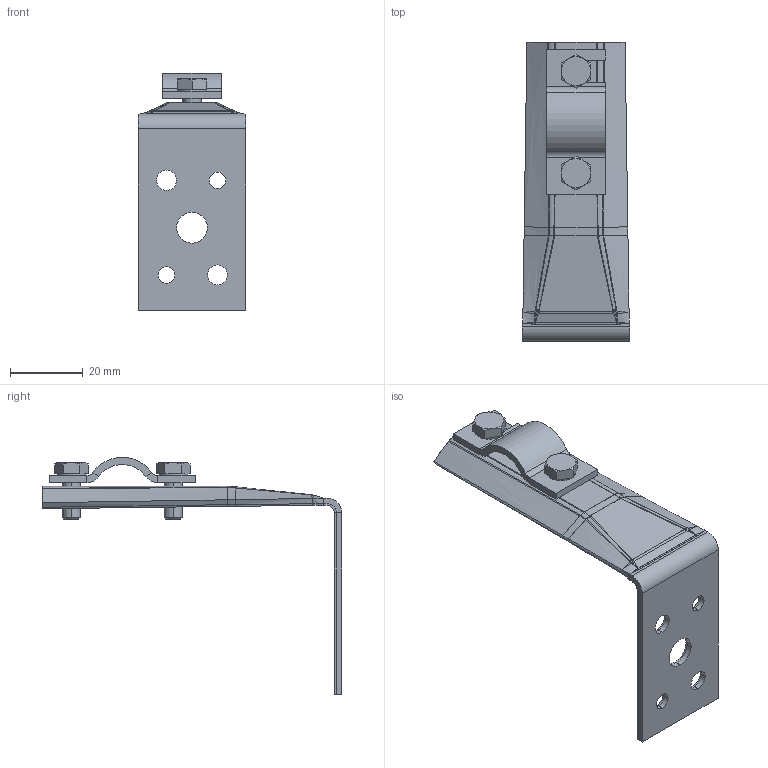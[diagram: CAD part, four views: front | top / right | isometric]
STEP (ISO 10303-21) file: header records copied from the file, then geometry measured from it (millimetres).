
FILE_DESCRIPTION (( 'STEP AP203' ), '1' );
FILE_NAME ('0502 Óãëîâîé äåðæàòåëü, âûñîòà Í-6 (ñì).STEP', '2024-03-05T07:19:24', ( '' ), ( '' ), 'SwSTEP 2.0', 'SolidWorks 2022', '' );
FILE_SCHEMA (( 'CONFIG_CONTROL_DESIGN' ));
Length unit declared in the file: millimetre
Products named in the file (5): 0711.001 Прижим; 0502.001 Держатель; hex screw gradeab_iso_ISO 4017 - M5 x 12-N; 0502.001-02 Держатель; 0502 Угловой держатель, высота Н-6 (см)
Assembly tree (5 placements, depth 2):
  0502 Угловой держатель, высота Н-6 (см)
    0502.001 Держатель
    0711.001 Прижим
    hex screw gradeab_iso_ISO 4017 - M5 x 12-N  x2
    0502.001-02 Держатель
Bounding box: 29.5 x 82.29 x 65.21 mm (x, y, z)
Volume: 15093.4 mm3; surface area: 18749.7 mm2
Topology: 5 solids, 5 shells, 326 faces, 798 edges, 468 vertices
Faces by surface type: bspline 150, plane 87, cylinder 57, cone 16, sphere 12, torus 4
Entity records: 12742 total; most frequent: CARTESIAN_POINT 6464, ORIENTED_EDGE 1436, DIRECTION 810, EDGE_CURVE 718, VERTEX_POINT 434, B_SPLINE_CURVE_WITH_KNOTS 388, AXIS2_PLACEMENT_3D 329, EDGE_LOOP 324
